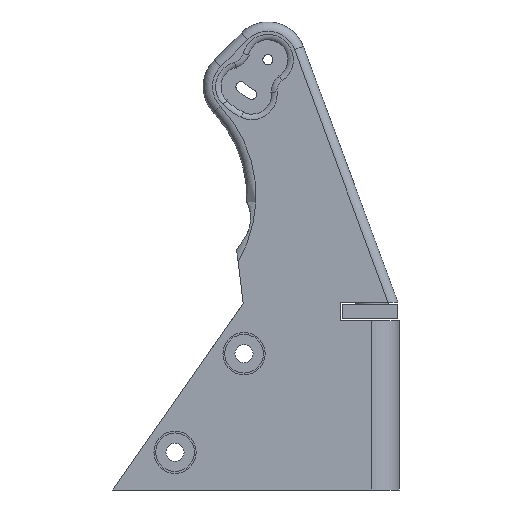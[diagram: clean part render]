
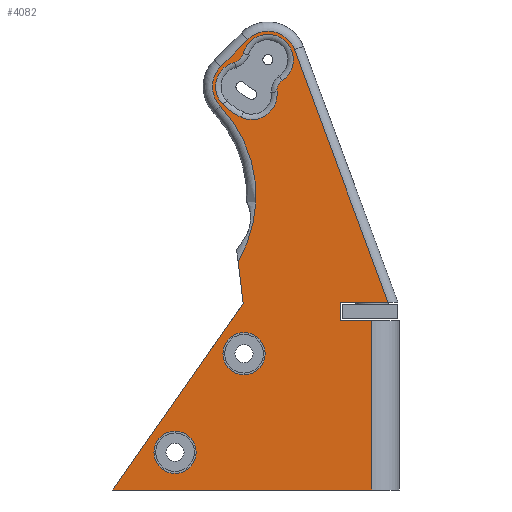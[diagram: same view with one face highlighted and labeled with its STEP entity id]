
A CAD part, front view. The second image highlights one B-rep face of the part: STEP entity #4082.
In plain terms, the highlighted planar face has unit normal (0, -1, 0).
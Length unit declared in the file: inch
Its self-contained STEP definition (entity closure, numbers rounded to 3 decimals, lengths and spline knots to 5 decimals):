
#57=FACE_BOUND('',#799,.T.);
#58=FACE_BOUND('',#800,.T.);
#59=FACE_BOUND('',#801,.T.);
#99=PLANE('',#4367);
#171=CIRCLE('',#4355,0.8474);
#176=CIRCLE('',#4361,0.186);
#179=CIRCLE('',#4366,0.186);
#180=CIRCLE('',#4368,0.1655);
#181=CIRCLE('',#4369,0.0775);
#182=CIRCLE('',#4370,0.165);
#183=CIRCLE('',#4371,0.413);
#184=CIRCLE('',#4372,0.165);
#185=CIRCLE('',#4373,0.0775);
#186=CIRCLE('',#4374,0.1375);
#187=CIRCLE('',#4375,0.1375);
#546=FACE_OUTER_BOUND('',#798,.T.);
#798=EDGE_LOOP('',(#2709,#2710,#2711,#2712,#2713,#2714,#2715,#2716,#2717,
#2718,#2719,#2720));
#799=EDGE_LOOP('',(#2721,#2722,#2723,#2724,#2725,#2726));
#800=EDGE_LOOP('',(#2727));
#801=EDGE_LOOP('',(#2728));
#1099=LINE('',#6322,#1339);
#1102=LINE('',#6377,#1342);
#1103=LINE('',#6383,#1343);
#1104=LINE('',#6385,#1344);
#1105=LINE('',#6387,#1345);
#1106=LINE('',#6389,#1346);
#1107=LINE('',#6391,#1347);
#1108=LINE('',#6393,#1348);
#1109=LINE('',#6394,#1349);
#1339=VECTOR('',#4924,0.3937);
#1342=VECTOR('',#4949,0.3937);
#1343=VECTOR('',#4958,1.);
#1344=VECTOR('',#4959,1.);
#1345=VECTOR('',#4960,1.);
#1346=VECTOR('',#4961,1.);
#1347=VECTOR('',#4962,1.);
#1348=VECTOR('',#4963,1.);
#1349=VECTOR('',#4964,1.);
#1638=VERTEX_POINT('',#6301);
#1639=VERTEX_POINT('',#6321);
#1642=VERTEX_POINT('',#6328);
#1643=VERTEX_POINT('',#6335);
#1647=VERTEX_POINT('',#6367);
#1649=VERTEX_POINT('',#6373);
#1651=VERTEX_POINT('',#6382);
#1652=VERTEX_POINT('',#6384);
#1653=VERTEX_POINT('',#6386);
#1654=VERTEX_POINT('',#6388);
#1655=VERTEX_POINT('',#6390);
#1656=VERTEX_POINT('',#6392);
#1657=VERTEX_POINT('',#6395);
#1658=VERTEX_POINT('',#6396);
#1659=VERTEX_POINT('',#6398);
#1660=VERTEX_POINT('',#6400);
#1661=VERTEX_POINT('',#6402);
#1662=VERTEX_POINT('',#6404);
#1663=VERTEX_POINT('',#6407);
#1664=VERTEX_POINT('',#6409);
#2050=EDGE_CURVE('',#1638,#1639,#1099,.T.);
#2054=EDGE_CURVE('',#1642,#1643,#171,.T.);
#2061=EDGE_CURVE('',#1643,#1647,#176,.T.);
#2064=EDGE_CURVE('',#1647,#1649,#1102,.T.);
#2066=EDGE_CURVE('',#1649,#1638,#179,.T.);
#2067=EDGE_CURVE('',#1642,#1651,#1103,.T.);
#2068=EDGE_CURVE('',#1651,#1652,#1104,.T.);
#2069=EDGE_CURVE('',#1652,#1653,#1105,.T.);
#2070=EDGE_CURVE('',#1653,#1654,#1106,.T.);
#2071=EDGE_CURVE('',#1654,#1655,#1107,.T.);
#2072=EDGE_CURVE('',#1655,#1656,#1108,.T.);
#2073=EDGE_CURVE('',#1656,#1639,#1109,.T.);
#2074=EDGE_CURVE('',#1657,#1658,#180,.T.);
#2075=EDGE_CURVE('',#1659,#1657,#181,.T.);
#2076=EDGE_CURVE('',#1660,#1659,#182,.T.);
#2077=EDGE_CURVE('',#1661,#1660,#183,.T.);
#2078=EDGE_CURVE('',#1662,#1661,#184,.T.);
#2079=EDGE_CURVE('',#1658,#1662,#185,.T.);
#2080=EDGE_CURVE('',#1663,#1663,#186,.T.);
#2081=EDGE_CURVE('',#1664,#1664,#187,.T.);
#2709=ORIENTED_EDGE('',*,*,#2050,.F.);
#2710=ORIENTED_EDGE('',*,*,#2066,.F.);
#2711=ORIENTED_EDGE('',*,*,#2064,.F.);
#2712=ORIENTED_EDGE('',*,*,#2061,.F.);
#2713=ORIENTED_EDGE('',*,*,#2054,.F.);
#2714=ORIENTED_EDGE('',*,*,#2067,.T.);
#2715=ORIENTED_EDGE('',*,*,#2068,.T.);
#2716=ORIENTED_EDGE('',*,*,#2069,.T.);
#2717=ORIENTED_EDGE('',*,*,#2070,.T.);
#2718=ORIENTED_EDGE('',*,*,#2071,.T.);
#2719=ORIENTED_EDGE('',*,*,#2072,.T.);
#2720=ORIENTED_EDGE('',*,*,#2073,.T.);
#2721=ORIENTED_EDGE('',*,*,#2074,.F.);
#2722=ORIENTED_EDGE('',*,*,#2075,.F.);
#2723=ORIENTED_EDGE('',*,*,#2076,.F.);
#2724=ORIENTED_EDGE('',*,*,#2077,.F.);
#2725=ORIENTED_EDGE('',*,*,#2078,.F.);
#2726=ORIENTED_EDGE('',*,*,#2079,.F.);
#2727=ORIENTED_EDGE('',*,*,#2080,.T.);
#2728=ORIENTED_EDGE('',*,*,#2081,.T.);
#4082=ADVANCED_FACE('',(#546,#57,#58,#59),#99,.T.);
#4355=AXIS2_PLACEMENT_3D('',#6336,#4930,#4931);
#4361=AXIS2_PLACEMENT_3D('',#6371,#4942,#4943);
#4366=AXIS2_PLACEMENT_3D('',#6380,#4954,#4955);
#4367=AXIS2_PLACEMENT_3D('',#6381,#4956,#4957);
#4368=AXIS2_PLACEMENT_3D('',#6397,#4965,#4966);
#4369=AXIS2_PLACEMENT_3D('',#6399,#4967,#4968);
#4370=AXIS2_PLACEMENT_3D('',#6401,#4969,#4970);
#4371=AXIS2_PLACEMENT_3D('',#6403,#4971,#4972);
#4372=AXIS2_PLACEMENT_3D('',#6405,#4973,#4974);
#4373=AXIS2_PLACEMENT_3D('',#6406,#4975,#4976);
#4374=AXIS2_PLACEMENT_3D('',#6408,#4977,#4978);
#4375=AXIS2_PLACEMENT_3D('',#6410,#4979,#4980);
#4924=DIRECTION('',(0.347,0.,-0.938));
#4930=DIRECTION('center_axis',(0.,-1.,0.));
#4931=DIRECTION('ref_axis',(0.937,0.,0.349));
#4942=DIRECTION('center_axis',(0.,1.,0.));
#4943=DIRECTION('ref_axis',(-1.,0.,0.013));
#4949=DIRECTION('',(0.707,0.,0.707));
#4954=DIRECTION('center_axis',(0.,1.,0.));
#4955=DIRECTION('ref_axis',(0.209,0.,0.978));
#4956=DIRECTION('center_axis',(0.,-1.,0.));
#4957=DIRECTION('ref_axis',(0.,0.,-1.));
#4958=DIRECTION('',(0.121,0.,-0.993));
#4959=DIRECTION('',(-0.574,0.,-0.819));
#4960=DIRECTION('',(1.,0.,0.));
#4961=DIRECTION('',(0.,0.,1.));
#4962=DIRECTION('',(-1.,0.,0.));
#4963=DIRECTION('',(0.,0.,1.));
#4964=DIRECTION('',(1.,0.,0.));
#4965=DIRECTION('center_axis',(0.,-1.,0.));
#4966=DIRECTION('ref_axis',(0.574,0.,0.819));
#4967=DIRECTION('center_axis',(0.,1.,0.));
#4968=DIRECTION('ref_axis',(-0.906,0.,0.424));
#4969=DIRECTION('center_axis',(0.,-1.,0.));
#4970=DIRECTION('ref_axis',(0.578,0.,-0.816));
#4971=DIRECTION('center_axis',(0.,-1.,0.));
#4972=DIRECTION('ref_axis',(-0.574,0.,-0.819));
#4973=DIRECTION('center_axis',(0.,-1.,0.));
#4974=DIRECTION('ref_axis',(-0.965,0.,0.264));
#4975=DIRECTION('center_axis',(0.,1.,0.));
#4976=DIRECTION('ref_axis',(0.708,0.,-0.706));
#4977=DIRECTION('center_axis',(0.,1.,0.));
#4978=DIRECTION('ref_axis',(0.,0.,-1.));
#4979=DIRECTION('center_axis',(0.,1.,0.));
#4980=DIRECTION('ref_axis',(0.,0.,-1.));
#6301=CARTESIAN_POINT('',(2.33807,-0.7874,2.86838));
#6321=CARTESIAN_POINT('',(2.94687,-0.7874,1.222));
#6322=CARTESIAN_POINT('',(2.75195,-0.7874,1.74913));
#6328=CARTESIAN_POINT('',(1.97018,-0.7874,1.48687));
#6335=CARTESIAN_POINT('',(1.85401,-0.7874,2.49864));
#6336=CARTESIAN_POINT('Origin',(1.23917,-0.7874,1.91549));
#6367=CARTESIAN_POINT('',(1.85744,-0.7874,2.75816));
#6371=CARTESIAN_POINT('Origin',(1.98896,-0.7874,2.62664));
#6373=CARTESIAN_POINT('',(2.0328,-0.7874,2.93352));
#6377=CARTESIAN_POINT('',(1.02379,-0.7874,1.92451));
#6380=CARTESIAN_POINT('Origin',(2.16432,-0.7874,2.802));
#6381=CARTESIAN_POINT('Origin',(1.33021,-0.7874,-0.0492));
#6382=CARTESIAN_POINT('',(2.00362,-0.7874,1.21273));
#6383=CARTESIAN_POINT('',(1.96045,-0.7874,1.56662));
#6384=CARTESIAN_POINT('',(1.15446,-0.7874,0.));
#6385=CARTESIAN_POINT('',(2.00362,-0.7874,1.21273));
#6386=CARTESIAN_POINT('',(2.83932,-0.7874,0.));
#6387=CARTESIAN_POINT('',(1.15446,-0.7874,0.));
#6388=CARTESIAN_POINT('',(2.83932,-0.7874,1.102));
#6389=CARTESIAN_POINT('',(2.83932,-0.7874,0.));
#6390=CARTESIAN_POINT('',(2.63932,-0.7874,1.102));
#6391=CARTESIAN_POINT('',(2.83932,-0.7874,1.102));
#6392=CARTESIAN_POINT('',(2.63932,-0.7874,1.222));
#6393=CARTESIAN_POINT('',(2.63932,-0.7874,1.102));
#6394=CARTESIAN_POINT('',(2.63932,-0.7874,1.222));
#6395=CARTESIAN_POINT('',(2.2573,-0.7874,2.66509));
#6396=CARTESIAN_POINT('',(2.00387,-0.7874,2.84255));
#6397=CARTESIAN_POINT('Origin',(2.16432,-0.7874,2.802));
#6398=CARTESIAN_POINT('',(2.22372,-0.7874,2.59339));
#6399=CARTESIAN_POINT('Origin',(2.30085,-0.7874,2.60098));
#6400=CARTESIAN_POINT('',(1.98978,-0.7874,2.42769));
#6401=CARTESIAN_POINT('Origin',(2.05951,-0.7874,2.57724));
#6402=CARTESIAN_POINT('',(1.87229,-0.7874,2.50996));
#6403=CARTESIAN_POINT('Origin',(2.16432,-0.7874,2.802));
#6404=CARTESIAN_POINT('',(1.94798,-0.7874,2.78647));
#6405=CARTESIAN_POINT('Origin',(1.98896,-0.7874,2.62664));
#6406=CARTESIAN_POINT('Origin',(1.92873,-0.7874,2.86154));
#6407=CARTESIAN_POINT('',(2.00888,-0.7874,0.75006));
#6408=CARTESIAN_POINT('Origin',(2.00888,-0.7874,0.88756));
#6409=CARTESIAN_POINT('',(1.55948,-0.7874,0.10825));
#6410=CARTESIAN_POINT('Origin',(1.55948,-0.7874,0.24575));
